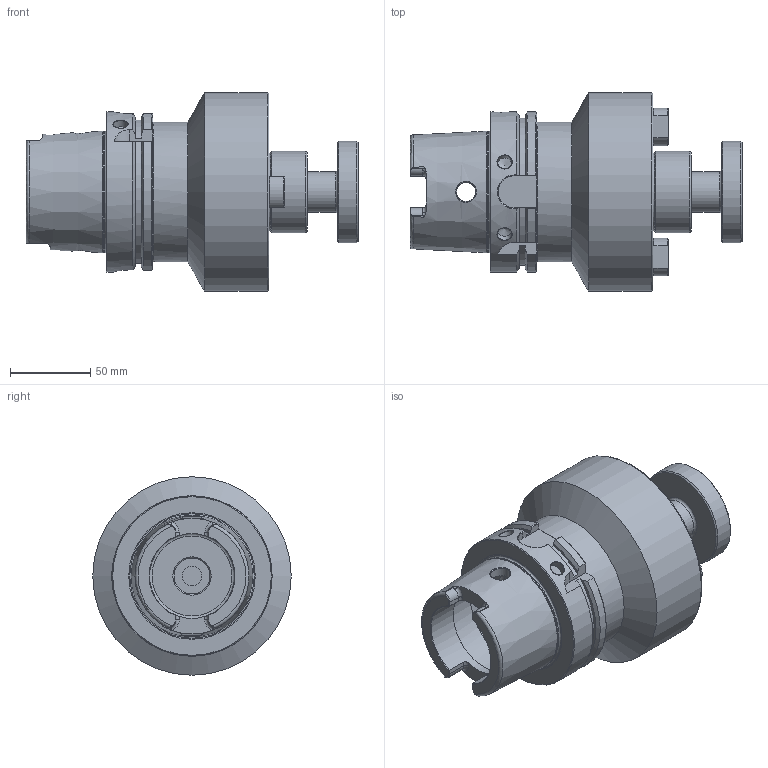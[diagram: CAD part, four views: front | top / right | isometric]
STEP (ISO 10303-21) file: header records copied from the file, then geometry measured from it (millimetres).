
FILE_DESCRIPTION(/* description */ (''),/* implementation_level */ '2;1');
FILE_NAME(/* name */ 'H100A-20SM400C.stp',/* time_stamp */ '2019-06-06T14:59:58-04:00',/* author */ ('dhartman'),/* organization */ (''),/* preprocessor_version */ 'ST-DEVELOPER v16.13',/* originating_system */ 'Autodesk Inventor 2018',/* authorisation */ '');
FILE_SCHEMA (('AUTOMOTIVE_DESIGN { 1 0 10303 214 3 1 1 }'));
Length unit declared in the file: inch
Products named in the file (4): H100A-20SM400C; H100A-20SM400C_1; 20KY; 20LS
Assembly tree (4 placements, depth 2):
  H100A-20SM400C
    H100A-20SM400C_1
    20KY  x2
    20LS
Bounding box: 207.15 x 123.83 x 123.83 mm (x, y, z)
Volume: 998461.6 mm3; surface area: 126519.2 mm2
Topology: 4 solids, 4 shells, 240 faces, 599 edges, 375 vertices
Faces by surface type: plane 76, cylinder 75, cone 59, torus 21, bspline 9
Full cylindrical faces by diameter (mm): 6 x6, 6.35 x2, 9 x2, 10 x1, 12 x3, 12.751 x1, 13.386 x4, 18.288 x2, 18.872 x2, 19.037 x2, 19.177 x2, 22.377 x1, 23.444 x2, 25.016 x1, 25.4 x1, 26.162 x1, 49.276 x1, 50.8 x1, 53 x2, 63 x1, 63.5 x1, 75.364 x1, 87 x1, 100 x1, 123.825 x1
Entity records: 7243 total; most frequent: CARTESIAN_POINT 2137, DIRECTION 1044, ORIENTED_EDGE 884, AXIS2_PLACEMENT_3D 450, EDGE_CURVE 442, EDGE_LOOP 333, VERTEX_POINT 317, FACE_OUTER_BOUND 222
